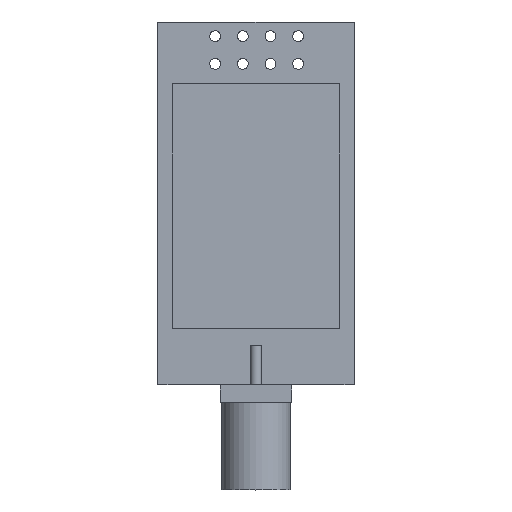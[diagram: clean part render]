
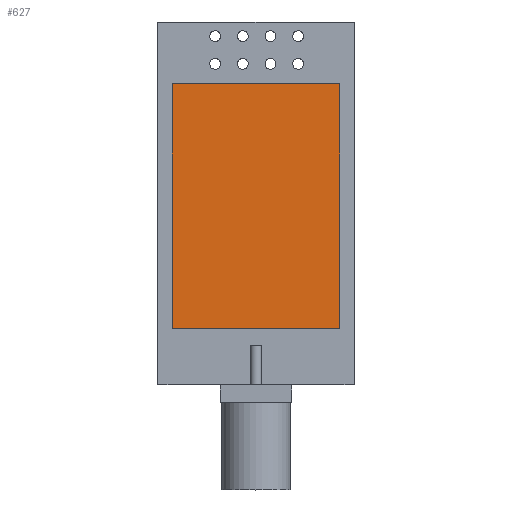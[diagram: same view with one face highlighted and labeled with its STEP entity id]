
A CAD part, top view. The second image highlights one B-rep face of the part: STEP entity #627.
In plain terms, the highlighted planar face has unit normal (0, 0, 1).
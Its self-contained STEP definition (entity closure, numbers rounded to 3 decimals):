
#83=FACE_OUTER_BOUND('',#120,.T.);
#120=EDGE_LOOP('',(#445,#446,#447,#448));
#174=LINE('',#940,#233);
#177=LINE('',#946,#236);
#180=LINE('',#952,#239);
#183=LINE('',#956,#242);
#233=VECTOR('',#748,10.);
#236=VECTOR('',#753,10.);
#239=VECTOR('',#758,10.);
#242=VECTOR('',#763,10.);
#292=VERTEX_POINT('',#937);
#293=VERTEX_POINT('',#939);
#295=VERTEX_POINT('',#945);
#297=VERTEX_POINT('',#951);
#346=EDGE_CURVE('',#293,#292,#174,.T.);
#349=EDGE_CURVE('',#295,#293,#177,.T.);
#352=EDGE_CURVE('',#297,#295,#180,.T.);
#355=EDGE_CURVE('',#292,#297,#183,.T.);
#445=ORIENTED_EDGE('',*,*,#355,.T.);
#446=ORIENTED_EDGE('',*,*,#352,.T.);
#447=ORIENTED_EDGE('',*,*,#349,.T.);
#448=ORIENTED_EDGE('',*,*,#346,.T.);
#603=PLANE('',#680);
#627=ADVANCED_FACE('',(#83),#603,.T.);
#680=AXIS2_PLACEMENT_3D('',#957,#764,#765);
#748=DIRECTION('',(1.,0.,0.));
#753=DIRECTION('',(0.,-1.,0.));
#758=DIRECTION('',(-1.,0.,0.));
#763=DIRECTION('',(0.,1.,0.));
#764=DIRECTION('center_axis',(0.,0.,1.));
#765=DIRECTION('ref_axis',(1.,0.,0.));
#937=CARTESIAN_POINT('',(7.665,5.15,3.225));
#939=CARTESIAN_POINT('',(-7.665,5.15,3.225));
#940=CARTESIAN_POINT('',(-7.665,5.15,3.225));
#945=CARTESIAN_POINT('',(-7.665,27.63,3.225));
#946=CARTESIAN_POINT('',(-7.665,27.63,3.225));
#951=CARTESIAN_POINT('',(7.665,27.63,3.225));
#952=CARTESIAN_POINT('',(7.665,27.63,3.225));
#956=CARTESIAN_POINT('',(7.665,5.15,3.225));
#957=CARTESIAN_POINT('Origin',(0.,16.39,3.225));
